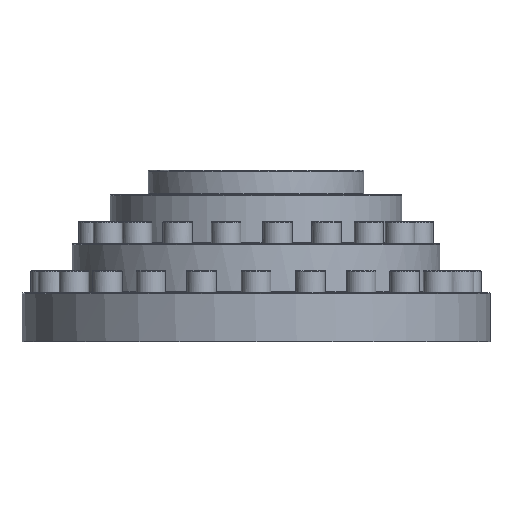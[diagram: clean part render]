
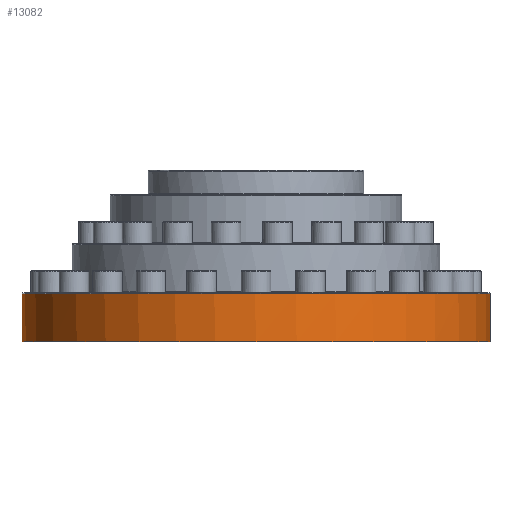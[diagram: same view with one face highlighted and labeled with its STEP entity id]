
A CAD part, front view. The second image highlights one B-rep face of the part: STEP entity #13082.
In plain terms, the highlighted cylindrical face has radius 296.25 mm (diameter 592.5 mm), a partial arc.
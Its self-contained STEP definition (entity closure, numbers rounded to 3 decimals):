
#181 = CARTESIAN_POINT ( 'NONE',  ( 288.666, -67.304, 61. ) ) ;
#359 = CARTESIAN_POINT ( 'NONE',  ( 251.709, -156.527, 61. ) ) ;
#532 = CARTESIAN_POINT ( 'NONE',  ( 131.101, -265.839, 61. ) ) ;
#710 = CARTESIAN_POINT ( 'NONE',  ( -235.155, -180.445, 61. ) ) ;
#893 = CARTESIAN_POINT ( 'NONE',  ( -172.649, -240.937, 61. ) ) ;
#1256 = CARTESIAN_POINT ( 'NONE',  ( -148.201, -256.699, 61. ) ) ;
#2354 = CARTESIAN_POINT ( 'NONE',  ( 180.445, -235.155, 61. ) ) ;
#2533 = CARTESIAN_POINT ( 'NONE',  ( 293.873, -38.686, 61. ) ) ;
#2547 = CARTESIAN_POINT ( 'NONE',  ( 296.25, 0., 61. ) ) ;
#2709 = CARTESIAN_POINT ( 'NONE',  ( 296.25, 0., 61. ) ) ;
#2710 = ORIENTED_EDGE ( 'NONE', *, *, #31609, .F. ) ;
#3236 = CARTESIAN_POINT ( 'NONE',  ( -122.327, -269.989, 61. ) ) ;
#3415 = CARTESIAN_POINT ( 'NONE',  ( -195.433, -222.854, 61. ) ) ;
#3461 = VERTEX_POINT ( 'NONE', #29960 ) ;
#3592 = CARTESIAN_POINT ( 'NONE',  ( 38.686, -293.873, 61. ) ) ;
#3612 = B_SPLINE_CURVE_WITH_KNOTS ( 'NONE', 3,
 ( #2709, #11335, #27189, #2533, #27014, #181, #22145, #13329, #19441, #27720, #14032, #25023, #359, #22317, #30057, #5232, #33274, #18912, #8632, #2354, #14562, #19791, #33445, #532, #20147, #8990, #28247, #14210, #25734, #8807, #3592, #12228, #17087, #22490, #30759, #6116, #23217, #28425, #25915, #28067, #25373, #3236, #6473, #1256, #33806, #893, #19616, #3415, #17265, #14384, #11509, #710, #9171, #34163, #5937, #11685, #19969, #14741, #25198, #22669, #33625, #25553, #31118, #16909, #30937, #6296 ),
 .UNSPECIFIED., .F., .F.,
 ( 4, 2, 2, 2, 2, 2, 2, 2, 2, 2, 2, 2, 2, 2, 2, 2, 2, 2, 2, 2, 2, 2, 2, 2, 2, 2, 2, 2, 2, 2, 2, 2, 4 ),
 ( 0., 0.016, 0.031, 0.047, 0.063, 0.078, 0.094, 0.109, 0.125, 0.141, 0.156, 0.172, 0.188, 0.203, 0.219, 0.234, 0.25, 0.266, 0.281, 0.297, 0.313, 0.328, 0.344, 0.359, 0.375, 0.391, 0.406, 0.422, 0.438, 0.453, 0.469, 0.484, 0.5 ),
 .UNSPECIFIED. ) ;
#4477 = CARTESIAN_POINT ( 'NONE',  ( -296.25, 0., 62. ) ) ;
#4749 = VECTOR ( 'NONE', #15733, 1000. ) ;
#4839 = CYLINDRICAL_SURFACE ( 'NONE', #34760, 296.25 ) ;
#5117 = LINE ( 'NONE', #26724, #4749 ) ;
#5198 = VERTEX_POINT ( 'NONE', #11053 ) ;
#5232 = CARTESIAN_POINT ( 'NONE',  ( 222.854, -195.433, 61. ) ) ;
#5361 = CIRCLE ( 'NONE', #29489, 296.25 ) ;
#5937 = CARTESIAN_POINT ( 'NONE',  ( -256.699, -148.201, 61. ) ) ;
#6116 = CARTESIAN_POINT ( 'NONE',  ( -38.686, -293.873, 61. ) ) ;
#6133 = EDGE_CURVE ( 'NONE', #15992, #3461, #3612, .T. ) ;
#6296 = CARTESIAN_POINT ( 'NONE',  ( -296.25, 0., 61. ) ) ;
#6473 = CARTESIAN_POINT ( 'NONE',  ( -131.101, -265.839, 61. ) ) ;
#7699 = DIRECTION ( 'NONE',  ( 0., 0., -1. ) ) ;
#8375 = VERTEX_POINT ( 'NONE', #13915 ) ;
#8401 = DIRECTION ( 'NONE',  ( 0., 0., 1. ) ) ;
#8632 = CARTESIAN_POINT ( 'NONE',  ( 195.433, -222.854, 61. ) ) ;
#8807 = CARTESIAN_POINT ( 'NONE',  ( 48.287, -292.449, 61. ) ) ;
#8990 = CARTESIAN_POINT ( 'NONE',  ( 104.413, -277.409, 61. ) ) ;
#9171 = CARTESIAN_POINT ( 'NONE',  ( -240.937, -172.649, 61. ) ) ;
#9898 = ORIENTED_EDGE ( 'NONE', *, *, #6133, .T. ) ;
#10683 = EDGE_CURVE ( 'NONE', #3461, #5198, #21383, .T. ) ;
#10938 = CARTESIAN_POINT ( 'NONE',  ( 0., 0., 62. ) ) ;
#11053 = CARTESIAN_POINT ( 'NONE',  ( -296.25, 0., 0. ) ) ;
#11335 = CARTESIAN_POINT ( 'NONE',  ( 296.25, -9.695, 61. ) ) ;
#11509 = CARTESIAN_POINT ( 'NONE',  ( -222.854, -195.433, 61. ) ) ;
#11685 = CARTESIAN_POINT ( 'NONE',  ( -265.839, -131.101, 61. ) ) ;
#12228 = CARTESIAN_POINT ( 'NONE',  ( 19.39, -295.774, 61. ) ) ;
#13082 = ADVANCED_FACE ( 'NONE', ( #24624 ), #4839, .T. ) ;
#13287 = DIRECTION ( 'NONE',  ( 0., 0., -1. ) ) ;
#13329 = CARTESIAN_POINT ( 'NONE',  ( 280.679, -95.274, 61. ) ) ;
#13803 = DIRECTION ( 'NONE',  ( 1., 0., 0. ) ) ;
#13915 = CARTESIAN_POINT ( 'NONE',  ( 296.25, 0., 0. ) ) ;
#14032 = CARTESIAN_POINT ( 'NONE',  ( 265.839, -131.101, 61. ) ) ;
#14210 = CARTESIAN_POINT ( 'NONE',  ( 76.72, -286.308, 61. ) ) ;
#14384 = CARTESIAN_POINT ( 'NONE',  ( -216.336, -202.625, 61. ) ) ;
#14562 = CARTESIAN_POINT ( 'NONE',  ( 172.649, -240.937, 61. ) ) ;
#14741 = CARTESIAN_POINT ( 'NONE',  ( -277.409, -104.413, 61. ) ) ;
#15733 = DIRECTION ( 'NONE',  ( 0., 0., -1. ) ) ;
#15992 = VERTEX_POINT ( 'NONE', #2547 ) ;
#16909 = CARTESIAN_POINT ( 'NONE',  ( -295.774, -19.39, 61. ) ) ;
#17087 = CARTESIAN_POINT ( 'NONE',  ( 9.695, -296.25, 61. ) ) ;
#17265 = CARTESIAN_POINT ( 'NONE',  ( -202.625, -216.336, 61. ) ) ;
#18912 = CARTESIAN_POINT ( 'NONE',  ( 202.625, -216.336, 61. ) ) ;
#19441 = CARTESIAN_POINT ( 'NONE',  ( 277.409, -104.413, 61. ) ) ;
#19616 = CARTESIAN_POINT ( 'NONE',  ( -180.445, -235.155, 61. ) ) ;
#19791 = CARTESIAN_POINT ( 'NONE',  ( 156.527, -251.709, 61. ) ) ;
#19969 = CARTESIAN_POINT ( 'NONE',  ( -269.989, -122.327, 61. ) ) ;
#20147 = CARTESIAN_POINT ( 'NONE',  ( 122.327, -269.989, 61. ) ) ;
#21021 = EDGE_CURVE ( 'NONE', #5198, #8375, #5361, .T. ) ;
#21383 = LINE ( 'NONE', #4477, #25556 ) ;
#21926 = DIRECTION ( 'NONE',  ( -1., 0., 0. ) ) ;
#22145 = CARTESIAN_POINT ( 'NONE',  ( 286.308, -76.72, 61. ) ) ;
#22317 = CARTESIAN_POINT ( 'NONE',  ( 240.937, -172.649, 61. ) ) ;
#22490 = CARTESIAN_POINT ( 'NONE',  ( -9.695, -296.25, 61. ) ) ;
#22669 = CARTESIAN_POINT ( 'NONE',  ( -286.308, -76.72, 61. ) ) ;
#23217 = CARTESIAN_POINT ( 'NONE',  ( -48.287, -292.449, 61. ) ) ;
#24624 = FACE_OUTER_BOUND ( 'NONE', #27146, .T. ) ;
#25023 = CARTESIAN_POINT ( 'NONE',  ( 256.699, -148.201, 61. ) ) ;
#25198 = CARTESIAN_POINT ( 'NONE',  ( -280.679, -95.274, 61. ) ) ;
#25373 = CARTESIAN_POINT ( 'NONE',  ( -104.413, -277.409, 61. ) ) ;
#25553 = CARTESIAN_POINT ( 'NONE',  ( -292.449, -48.287, 61. ) ) ;
#25556 = VECTOR ( 'NONE', #7699, 1000. ) ;
#25734 = CARTESIAN_POINT ( 'NONE',  ( 67.304, -288.666, 61. ) ) ;
#25915 = CARTESIAN_POINT ( 'NONE',  ( -76.72, -286.308, 61. ) ) ;
#26412 = ORIENTED_EDGE ( 'NONE', *, *, #10683, .T. ) ;
#26724 = CARTESIAN_POINT ( 'NONE',  ( 296.25, 0., 62. ) ) ;
#27014 = CARTESIAN_POINT ( 'NONE',  ( 292.449, -48.287, 61. ) ) ;
#27146 = EDGE_LOOP ( 'NONE', ( #2710, #9898, #26412, #32625 ) ) ;
#27189 = CARTESIAN_POINT ( 'NONE',  ( 295.774, -19.39, 61. ) ) ;
#27720 = CARTESIAN_POINT ( 'NONE',  ( 269.989, -122.327, 61. ) ) ;
#28067 = CARTESIAN_POINT ( 'NONE',  ( -95.274, -280.679, 61. ) ) ;
#28247 = CARTESIAN_POINT ( 'NONE',  ( 95.274, -280.679, 61. ) ) ;
#28425 = CARTESIAN_POINT ( 'NONE',  ( -67.304, -288.666, 61. ) ) ;
#29489 = AXIS2_PLACEMENT_3D ( 'NONE', #29833, #8401, #13803 ) ;
#29833 = CARTESIAN_POINT ( 'NONE',  ( 0., 0., 0. ) ) ;
#29960 = CARTESIAN_POINT ( 'NONE',  ( -296.25, 0., 61. ) ) ;
#30057 = CARTESIAN_POINT ( 'NONE',  ( 235.155, -180.445, 61. ) ) ;
#30759 = CARTESIAN_POINT ( 'NONE',  ( -19.39, -295.774, 61. ) ) ;
#30937 = CARTESIAN_POINT ( 'NONE',  ( -296.25, -9.695, 61. ) ) ;
#31118 = CARTESIAN_POINT ( 'NONE',  ( -293.873, -38.686, 61. ) ) ;
#31609 = EDGE_CURVE ( 'NONE', #15992, #8375, #5117, .T. ) ;
#32625 = ORIENTED_EDGE ( 'NONE', *, *, #21021, .T. ) ;
#33274 = CARTESIAN_POINT ( 'NONE',  ( 216.336, -202.625, 61. ) ) ;
#33445 = CARTESIAN_POINT ( 'NONE',  ( 148.201, -256.699, 61. ) ) ;
#33625 = CARTESIAN_POINT ( 'NONE',  ( -288.666, -67.304, 61. ) ) ;
#33806 = CARTESIAN_POINT ( 'NONE',  ( -156.527, -251.709, 61. ) ) ;
#34163 = CARTESIAN_POINT ( 'NONE',  ( -251.709, -156.527, 61. ) ) ;
#34760 = AXIS2_PLACEMENT_3D ( 'NONE', #10938, #13287, #21926 ) ;
